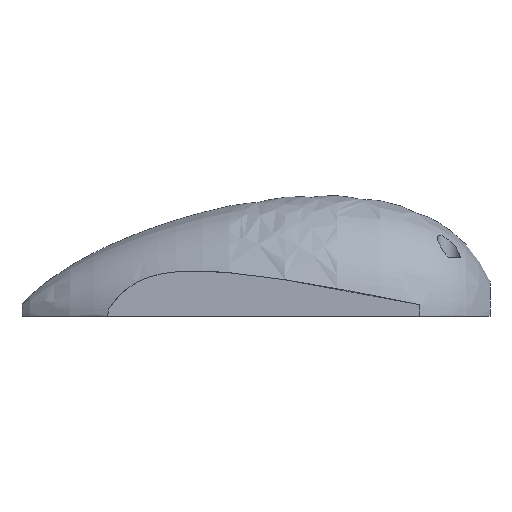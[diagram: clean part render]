
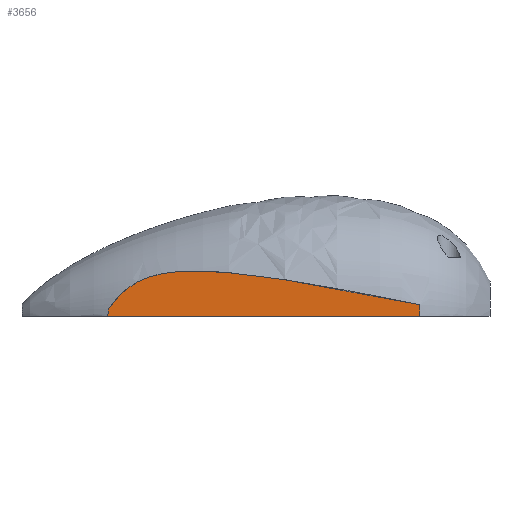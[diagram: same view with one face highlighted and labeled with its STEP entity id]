
A CAD part, front view. The second image highlights one B-rep face of the part: STEP entity #3656.
In plain terms, the highlighted planar face has unit normal (0, -1, 0).
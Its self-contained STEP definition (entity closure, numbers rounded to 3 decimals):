
#49 = SURFACE_OF_REVOLUTION('',#50,#57);
#50 = B_SPLINE_CURVE_WITH_KNOTS('',3,(#51,#52,#53,#54,#55,#56),
  .UNSPECIFIED.,.F.,.F.,(4,1,1,4),(0.,5.,12.616,
    43.937),.UNSPECIFIED.);
#51 = CARTESIAN_POINT('',(-30.,4.,0.));
#52 = CARTESIAN_POINT('',(-30.731,5.637,0.));
#53 = CARTESIAN_POINT('',(-33.312,8.966,0.));
#54 = CARTESIAN_POINT('',(-47.244,14.451,0.));
#55 = CARTESIAN_POINT('',(-66.718,6.464,0.));
#56 = CARTESIAN_POINT('',(-70.,2.,0.));
#57 = AXIS1_PLACEMENT('',#58,#59);
#58 = CARTESIAN_POINT('',(-50.,1.,0.));
#59 = DIRECTION('',(1.,0.,0.));
#167 = PLANE('',#168);
#168 = AXIS2_PLACEMENT_3D('',#169,#170,#171);
#169 = CARTESIAN_POINT('',(-70.,1.,0.));
#170 = DIRECTION('',(0.,0.,-1.));
#171 = DIRECTION('',(1.,0.,0.));
#279 = PLANE('',#280);
#280 = AXIS2_PLACEMENT_3D('',#281,#282,#283);
#281 = CARTESIAN_POINT('',(-36.,-5.,1.));
#282 = DIRECTION('',(1.,0.,0.));
#283 = DIRECTION('',(0.,0.,-1.));
#303 = VERTEX_POINT('',#304);
#304 = CARTESIAN_POINT('',(-62.585,-5.,0.648));
#748 = SURFACE_OF_LINEAR_EXTRUSION('',#749,#754);
#749 = B_SPLINE_CURVE_WITH_KNOTS('',3,(#750,#751,#752,#753),
  .UNSPECIFIED.,.F.,.F.,(4,4),(0.,1.),.PIECEWISE_BEZIER_KNOTS.);
#750 = CARTESIAN_POINT('',(-63.,-5.,0.));
#751 = CARTESIAN_POINT('',(-60.,-5.,5.));
#752 = CARTESIAN_POINT('',(-56.,-5.,5.));
#753 = CARTESIAN_POINT('',(-36.,-5.,1.));
#754 = VECTOR('',#755,1.);
#755 = DIRECTION('',(0.,1.,0.));
#978 = EDGE_CURVE('',#303,#979,#981,.T.);
#979 = VERTEX_POINT('',#980);
#980 = CARTESIAN_POINT('',(-62.661,-5.,0.));
#981 = SURFACE_CURVE('',#982,(#1006,#1033),.PCURVE_S1.);
#982 = B_SPLINE_CURVE_WITH_KNOTS('',4,(#983,#984,#985,#986,#987,#988,
    #989,#990,#991,#992,#993,#994,#995,#996,#997,#998,#999,#1000,#1001,
    #1002,#1003,#1004,#1005),.UNSPECIFIED.,.F.,.F.,(5,3,3,3,3,3,3,5),(
    0.,0.177,0.343,0.489,0.622,
    0.746,0.865,1.),.UNSPECIFIED.);
#983 = CARTESIAN_POINT('',(-58.126,-5.,5.));
#984 = CARTESIAN_POINT('',(-58.519,-5.,4.79));
#985 = CARTESIAN_POINT('',(-58.89,-5.,4.577));
#986 = CARTESIAN_POINT('',(-59.238,-5.,4.362));
#987 = CARTESIAN_POINT('',(-59.869,-5.,3.944));
#988 = CARTESIAN_POINT('',(-60.154,-5.,3.74));
#989 = CARTESIAN_POINT('',(-60.42,-5.,3.536));
#990 = CARTESIAN_POINT('',(-60.885,-5.,3.149));
#991 = CARTESIAN_POINT('',(-61.087,-5.,2.966));
#992 = CARTESIAN_POINT('',(-61.274,-5.,2.783));
#993 = CARTESIAN_POINT('',(-61.602,-5.,2.432));
#994 = CARTESIAN_POINT('',(-61.745,-5.,2.264));
#995 = CARTESIAN_POINT('',(-61.875,-5.,2.096));
#996 = CARTESIAN_POINT('',(-62.101,-5.,1.771));
#997 = CARTESIAN_POINT('',(-62.198,-5.,1.613));
#998 = CARTESIAN_POINT('',(-62.284,-5.,1.455));
#999 = CARTESIAN_POINT('',(-62.428,-5.,1.146));
#1000 = CARTESIAN_POINT('',(-62.488,-5.,0.994));
#1001 = CARTESIAN_POINT('',(-62.537,-5.,0.843));
#1002 = CARTESIAN_POINT('',(-62.618,-5.,0.518));
#1003 = CARTESIAN_POINT('',(-62.647,-5.,0.346));
#1004 = CARTESIAN_POINT('',(-62.661,-5.,0.173));
#1005 = CARTESIAN_POINT('',(-62.661,-5.,0.));
#1006 = PCURVE('',#49,#1007);
#1007 = DEFINITIONAL_REPRESENTATION('',(#1008),#1032);
#1008 = B_SPLINE_CURVE_WITH_KNOTS('',4,(#1009,#1010,#1011,#1012,#1013,
    #1014,#1015,#1016,#1017,#1018,#1019,#1020,#1021,#1022,#1023,#1024,
    #1025,#1026,#1027,#1028,#1029,#1030,#1031),.UNSPECIFIED.,.F.,.F.,(5,
    3,3,3,3,3,3,5),(0.,0.177,0.343,0.489
    ,0.622,0.746,0.865,1.),.UNSPECIFIED.);
#1009 = CARTESIAN_POINT('',(2.447,28.47));
#1010 = CARTESIAN_POINT('',(2.468,28.831));
#1011 = CARTESIAN_POINT('',(2.489,29.176));
#1012 = CARTESIAN_POINT('',(2.513,29.503));
#1013 = CARTESIAN_POINT('',(2.56,30.102));
#1014 = CARTESIAN_POINT('',(2.584,30.376));
#1015 = CARTESIAN_POINT('',(2.609,30.634));
#1016 = CARTESIAN_POINT('',(2.658,31.089));
#1017 = CARTESIAN_POINT('',(2.682,31.29));
#1018 = CARTESIAN_POINT('',(2.707,31.476));
#1019 = CARTESIAN_POINT('',(2.756,31.806));
#1020 = CARTESIAN_POINT('',(2.78,31.951));
#1021 = CARTESIAN_POINT('',(2.805,32.084));
#1022 = CARTESIAN_POINT('',(2.854,32.315));
#1023 = CARTESIAN_POINT('',(2.879,32.416));
#1024 = CARTESIAN_POINT('',(2.904,32.505));
#1025 = CARTESIAN_POINT('',(2.953,32.655));
#1026 = CARTESIAN_POINT('',(2.977,32.718));
#1027 = CARTESIAN_POINT('',(3.002,32.769));
#1028 = CARTESIAN_POINT('',(3.055,32.854));
#1029 = CARTESIAN_POINT('',(3.084,32.885));
#1030 = CARTESIAN_POINT('',(3.113,32.9));
#1031 = CARTESIAN_POINT('',(3.142,32.9));
#1032 = ( GEOMETRIC_REPRESENTATION_CONTEXT(2) 
PARAMETRIC_REPRESENTATION_CONTEXT() REPRESENTATION_CONTEXT('2D SPACE',''
  ) );
#1033 = PCURVE('',#1034,#1039);
#1034 = PLANE('',#1035);
#1035 = AXIS2_PLACEMENT_3D('',#1036,#1037,#1038);
#1036 = CARTESIAN_POINT('',(-63.,-5.,0.));
#1037 = DIRECTION('',(0.,-1.,0.));
#1038 = DIRECTION('',(1.,0.,0.));
#1039 = DEFINITIONAL_REPRESENTATION('',(#1040),#1064);
#1040 = B_SPLINE_CURVE_WITH_KNOTS('',4,(#1041,#1042,#1043,#1044,#1045,
    #1046,#1047,#1048,#1049,#1050,#1051,#1052,#1053,#1054,#1055,#1056,
    #1057,#1058,#1059,#1060,#1061,#1062,#1063),.UNSPECIFIED.,.F.,.F.,(5,
    3,3,3,3,3,3,5),(0.,0.177,0.343,0.489
    ,0.622,0.746,0.865,1.),.UNSPECIFIED.);
#1041 = CARTESIAN_POINT('',(4.874,5.));
#1042 = CARTESIAN_POINT('',(4.481,4.79));
#1043 = CARTESIAN_POINT('',(4.11,4.577));
#1044 = CARTESIAN_POINT('',(3.762,4.362));
#1045 = CARTESIAN_POINT('',(3.131,3.944));
#1046 = CARTESIAN_POINT('',(2.846,3.74));
#1047 = CARTESIAN_POINT('',(2.58,3.536));
#1048 = CARTESIAN_POINT('',(2.115,3.149));
#1049 = CARTESIAN_POINT('',(1.913,2.966));
#1050 = CARTESIAN_POINT('',(1.726,2.783));
#1051 = CARTESIAN_POINT('',(1.398,2.432));
#1052 = CARTESIAN_POINT('',(1.255,2.264));
#1053 = CARTESIAN_POINT('',(1.125,2.096));
#1054 = CARTESIAN_POINT('',(0.899,1.771));
#1055 = CARTESIAN_POINT('',(0.802,1.613));
#1056 = CARTESIAN_POINT('',(0.716,1.455));
#1057 = CARTESIAN_POINT('',(0.572,1.146));
#1058 = CARTESIAN_POINT('',(0.512,0.994));
#1059 = CARTESIAN_POINT('',(0.463,0.843));
#1060 = CARTESIAN_POINT('',(0.382,0.518));
#1061 = CARTESIAN_POINT('',(0.353,0.346));
#1062 = CARTESIAN_POINT('',(0.339,0.173));
#1063 = CARTESIAN_POINT('',(0.339,0.));
#1064 = ( GEOMETRIC_REPRESENTATION_CONTEXT(2) 
PARAMETRIC_REPRESENTATION_CONTEXT() REPRESENTATION_CONTEXT('2D SPACE',''
  ) );
#2565 = EDGE_CURVE('',#2566,#979,#2568,.T.);
#2566 = VERTEX_POINT('',#2567);
#2567 = CARTESIAN_POINT('',(-36.,-5.,0.));
#2568 = SURFACE_CURVE('',#2569,(#2573,#2580),.PCURVE_S1.);
#2569 = LINE('',#2570,#2571);
#2570 = CARTESIAN_POINT('',(-36.,-5.,0.));
#2571 = VECTOR('',#2572,1.);
#2572 = DIRECTION('',(-1.,0.,0.));
#2573 = PCURVE('',#167,#2574);
#2574 = DEFINITIONAL_REPRESENTATION('',(#2575),#2579);
#2575 = LINE('',#2576,#2577);
#2576 = CARTESIAN_POINT('',(34.,6.));
#2577 = VECTOR('',#2578,1.);
#2578 = DIRECTION('',(-1.,0.));
#2579 = ( GEOMETRIC_REPRESENTATION_CONTEXT(2) 
PARAMETRIC_REPRESENTATION_CONTEXT() REPRESENTATION_CONTEXT('2D SPACE',''
  ) );
#2580 = PCURVE('',#1034,#2581);
#2581 = DEFINITIONAL_REPRESENTATION('',(#2582),#2586);
#2582 = LINE('',#2583,#2584);
#2583 = CARTESIAN_POINT('',(27.,0.));
#2584 = VECTOR('',#2585,1.);
#2585 = DIRECTION('',(-1.,0.));
#2586 = ( GEOMETRIC_REPRESENTATION_CONTEXT(2) 
PARAMETRIC_REPRESENTATION_CONTEXT() REPRESENTATION_CONTEXT('2D SPACE',''
  ) );
#3549 = EDGE_CURVE('',#3550,#2566,#3552,.T.);
#3550 = VERTEX_POINT('',#3551);
#3551 = CARTESIAN_POINT('',(-36.,-5.,1.));
#3552 = SURFACE_CURVE('',#3553,(#3557,#3564),.PCURVE_S1.);
#3553 = LINE('',#3554,#3555);
#3554 = CARTESIAN_POINT('',(-36.,-5.,1.));
#3555 = VECTOR('',#3556,1.);
#3556 = DIRECTION('',(0.,0.,-1.));
#3557 = PCURVE('',#279,#3558);
#3558 = DEFINITIONAL_REPRESENTATION('',(#3559),#3563);
#3559 = LINE('',#3560,#3561);
#3560 = CARTESIAN_POINT('',(0.,0.));
#3561 = VECTOR('',#3562,1.);
#3562 = DIRECTION('',(1.,0.));
#3563 = ( GEOMETRIC_REPRESENTATION_CONTEXT(2) 
PARAMETRIC_REPRESENTATION_CONTEXT() REPRESENTATION_CONTEXT('2D SPACE',''
  ) );
#3564 = PCURVE('',#1034,#3565);
#3565 = DEFINITIONAL_REPRESENTATION('',(#3566),#3570);
#3566 = LINE('',#3567,#3568);
#3567 = CARTESIAN_POINT('',(27.,1.));
#3568 = VECTOR('',#3569,1.);
#3569 = DIRECTION('',(0.,-1.));
#3570 = ( GEOMETRIC_REPRESENTATION_CONTEXT(2) 
PARAMETRIC_REPRESENTATION_CONTEXT() REPRESENTATION_CONTEXT('2D SPACE',''
  ) );
#3632 = EDGE_CURVE('',#303,#3550,#3633,.T.);
#3633 = SURFACE_CURVE('',#3634,(#3639,#3646),.PCURVE_S1.);
#3634 = B_SPLINE_CURVE_WITH_KNOTS('',3,(#3635,#3636,#3637,#3638),
  .UNSPECIFIED.,.F.,.F.,(4,4),(0.,1.),.PIECEWISE_BEZIER_KNOTS.);
#3635 = CARTESIAN_POINT('',(-63.,-5.,0.));
#3636 = CARTESIAN_POINT('',(-60.,-5.,5.));
#3637 = CARTESIAN_POINT('',(-56.,-5.,5.));
#3638 = CARTESIAN_POINT('',(-36.,-5.,1.));
#3639 = PCURVE('',#748,#3640);
#3640 = DEFINITIONAL_REPRESENTATION('',(#3641),#3645);
#3641 = LINE('',#3642,#3643);
#3642 = CARTESIAN_POINT('',(0.,0.));
#3643 = VECTOR('',#3644,1.);
#3644 = DIRECTION('',(1.,0.));
#3645 = ( GEOMETRIC_REPRESENTATION_CONTEXT(2) 
PARAMETRIC_REPRESENTATION_CONTEXT() REPRESENTATION_CONTEXT('2D SPACE',''
  ) );
#3646 = PCURVE('',#1034,#3647);
#3647 = DEFINITIONAL_REPRESENTATION('',(#3648),#3653);
#3648 = B_SPLINE_CURVE_WITH_KNOTS('',3,(#3649,#3650,#3651,#3652),
  .UNSPECIFIED.,.F.,.F.,(4,4),(0.,1.),.PIECEWISE_BEZIER_KNOTS.);
#3649 = CARTESIAN_POINT('',(0.,0.));
#3650 = CARTESIAN_POINT('',(3.,5.));
#3651 = CARTESIAN_POINT('',(7.,5.));
#3652 = CARTESIAN_POINT('',(27.,1.));
#3653 = ( GEOMETRIC_REPRESENTATION_CONTEXT(2) 
PARAMETRIC_REPRESENTATION_CONTEXT() REPRESENTATION_CONTEXT('2D SPACE',''
  ) );
#3656 = ADVANCED_FACE('',(#3657),#1034,.T.);
#3657 = FACE_BOUND('',#3658,.T.);
#3658 = EDGE_LOOP('',(#3659,#3660,#3661,#3662));
#3659 = ORIENTED_EDGE('',*,*,#3632,.F.);
#3660 = ORIENTED_EDGE('',*,*,#978,.T.);
#3661 = ORIENTED_EDGE('',*,*,#2565,.F.);
#3662 = ORIENTED_EDGE('',*,*,#3549,.F.);
